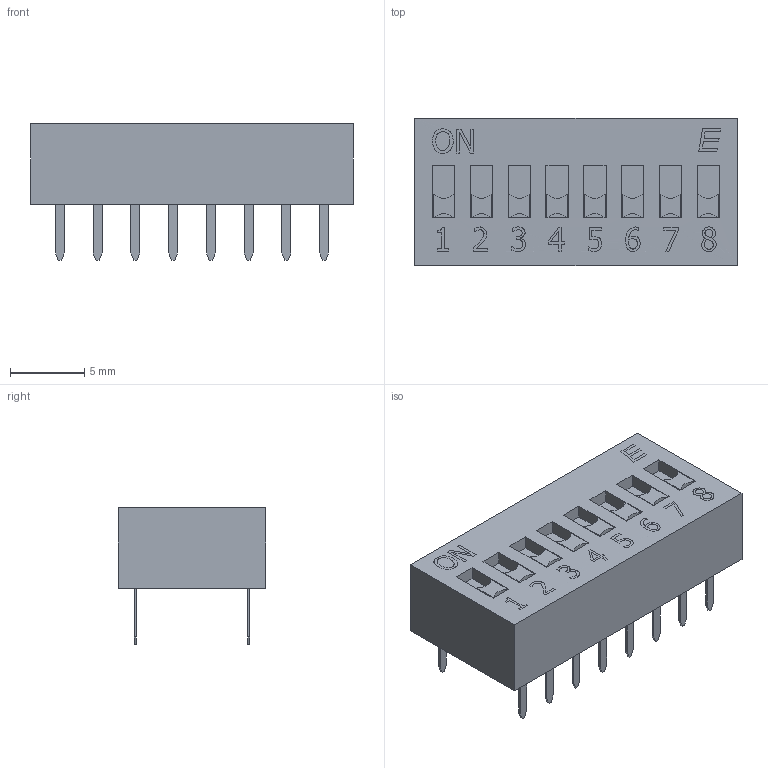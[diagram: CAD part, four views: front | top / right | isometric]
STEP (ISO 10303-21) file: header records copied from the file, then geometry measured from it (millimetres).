
FILE_DESCRIPTION((' '),'2;1');
FILE_NAME('KAS1108R.stp','2017-07-31T09:45:28',(' '),(' '),' ','ACIS',' ');
FILE_SCHEMA(('CONFIG_CONTROL_DESIGN'));
Length unit declared in the file: inch
Products named in the file (1): KAS1108R.stp
Bounding box: 21.68 x 9.9 x 9.2 mm (x, y, z)
Volume: 1059.1 mm3; surface area: 1017.7 mm2
Topology: 1 solids, 1 shells, 251 faces, 769 edges, 569 vertices
Faces by surface type: plane 235, cylinder 16
Entity records: 8915 total; most frequent: CARTESIAN_POINT 1911, ORIENTED_EDGE 1538, DIRECTION 1214, EDGE_CURVE 769, VECTOR 646, LINE 646, VERTEX_POINT 569, EDGE_LOOP 300
